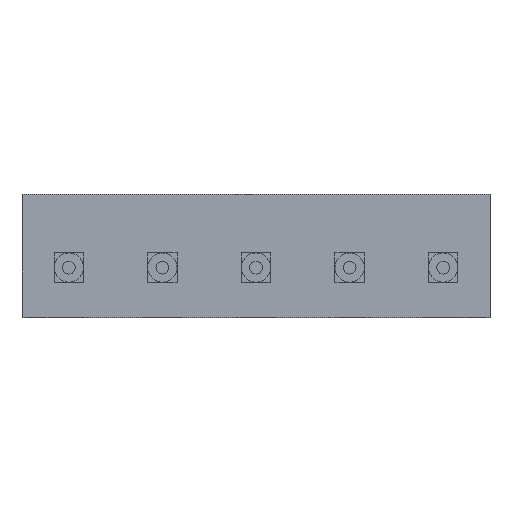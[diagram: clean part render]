
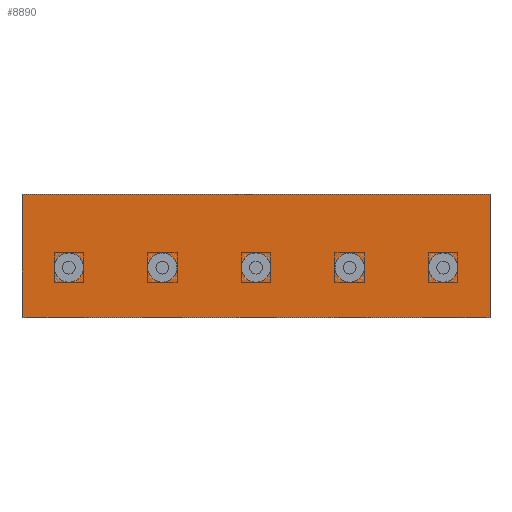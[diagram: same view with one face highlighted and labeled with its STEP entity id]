
A CAD part, top view. The second image highlights one B-rep face of the part: STEP entity #8890.
In plain terms, the highlighted planar face has unit normal (0, 0, 1).
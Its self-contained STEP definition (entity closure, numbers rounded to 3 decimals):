
#5=DIRECTION('',(1.,0.,0.));
#6=VECTOR('',#5,400.);
#7=CARTESIAN_POINT('',(-200.,-52.5,52.5));
#8=LINE('',#7,#6);
#1149=DIRECTION('',(0.,1.,0.));
#1150=VECTOR('',#1149,105.);
#1151=CARTESIAN_POINT('',(200.,-52.5,52.5));
#1152=LINE('',#1151,#1150);
#1341=DIRECTION('',(0.,1.,0.));
#1342=VECTOR('',#1341,105.);
#1343=CARTESIAN_POINT('',(-200.,-52.5,52.5));
#1344=LINE('',#1343,#1342);
#1345=CARTESIAN_POINT('',(-160.,-10.,52.5));
#1346=DIRECTION('',(0.,0.,1.));
#1347=DIRECTION('',(-1.,0.,0.));
#1348=AXIS2_PLACEMENT_3D('',#1345,#1346,#1347);
#1350=CARTESIAN_POINT('',(-160.,-10.,52.5));
#1351=DIRECTION('',(0.,0.,1.));
#1352=DIRECTION('',(1.,0.,0.));
#1353=AXIS2_PLACEMENT_3D('',#1350,#1351,#1352);
#1355=CARTESIAN_POINT('',(160.,-10.,52.5));
#1356=DIRECTION('',(0.,0.,1.));
#1357=DIRECTION('',(-1.,0.,0.));
#1358=AXIS2_PLACEMENT_3D('',#1355,#1356,#1357);
#1360=CARTESIAN_POINT('',(160.,-10.,52.5));
#1361=DIRECTION('',(0.,0.,1.));
#1362=DIRECTION('',(1.,0.,0.));
#1363=AXIS2_PLACEMENT_3D('',#1360,#1361,#1362);
#1365=CARTESIAN_POINT('',(80.,-10.,52.5));
#1366=DIRECTION('',(0.,0.,1.));
#1367=DIRECTION('',(-1.,0.,0.));
#1368=AXIS2_PLACEMENT_3D('',#1365,#1366,#1367);
#1370=CARTESIAN_POINT('',(80.,-10.,52.5));
#1371=DIRECTION('',(0.,0.,1.));
#1372=DIRECTION('',(1.,0.,0.));
#1373=AXIS2_PLACEMENT_3D('',#1370,#1371,#1372);
#1375=CARTESIAN_POINT('',(0.,-10.,52.5));
#1376=DIRECTION('',(0.,0.,1.));
#1377=DIRECTION('',(-1.,0.,0.));
#1378=AXIS2_PLACEMENT_3D('',#1375,#1376,#1377);
#1380=CARTESIAN_POINT('',(0.,-10.,52.5));
#1381=DIRECTION('',(0.,0.,1.));
#1382=DIRECTION('',(1.,0.,0.));
#1383=AXIS2_PLACEMENT_3D('',#1380,#1381,#1382);
#1385=CARTESIAN_POINT('',(-80.,-10.,52.5));
#1386=DIRECTION('',(0.,0.,1.));
#1387=DIRECTION('',(-1.,0.,0.));
#1388=AXIS2_PLACEMENT_3D('',#1385,#1386,#1387);
#1390=CARTESIAN_POINT('',(-80.,-10.,52.5));
#1391=DIRECTION('',(0.,0.,1.));
#1392=DIRECTION('',(1.,0.,0.));
#1393=AXIS2_PLACEMENT_3D('',#1390,#1391,#1392);
#1407=DIRECTION('',(1.,0.,0.));
#1408=VECTOR('',#1407,400.);
#1409=CARTESIAN_POINT('',(-200.,52.5,52.5));
#1410=LINE('',#1409,#1408);
#6138=CARTESIAN_POINT('',(-200.,-52.5,52.5));
#6140=VERTEX_POINT('',#6138);
#6141=CARTESIAN_POINT('',(200.,-52.5,52.5));
#6142=VERTEX_POINT('',#6141);
#6146=CARTESIAN_POINT('',(-200.,52.5,52.5));
#6148=VERTEX_POINT('',#6146);
#6149=CARTESIAN_POINT('',(200.,52.5,52.5));
#6150=VERTEX_POINT('',#6149);
#6309=CARTESIAN_POINT('',(-172.5,-10.,52.5));
#6310=CARTESIAN_POINT('',(-147.5,-10.,52.5));
#6311=VERTEX_POINT('',#6309);
#6312=VERTEX_POINT('',#6310);
#7877=CARTESIAN_POINT('',(147.5,-10.,52.5));
#7878=CARTESIAN_POINT('',(172.5,-10.,52.5));
#7879=VERTEX_POINT('',#7877);
#7880=VERTEX_POINT('',#7878);
#7925=CARTESIAN_POINT('',(67.5,-10.,52.5));
#7926=CARTESIAN_POINT('',(92.5,-10.,52.5));
#7927=VERTEX_POINT('',#7925);
#7928=VERTEX_POINT('',#7926);
#7973=CARTESIAN_POINT('',(-12.5,-10.,52.5));
#7974=CARTESIAN_POINT('',(12.5,-10.,52.5));
#7975=VERTEX_POINT('',#7973);
#7976=VERTEX_POINT('',#7974);
#8021=CARTESIAN_POINT('',(-92.5,-10.,52.5));
#8022=CARTESIAN_POINT('',(-67.5,-10.,52.5));
#8023=VERTEX_POINT('',#8021);
#8024=VERTEX_POINT('',#8022);
#8848=CARTESIAN_POINT('',(-200.,-52.5,52.5));
#8849=DIRECTION('',(0.,0.,1.));
#8850=DIRECTION('',(1.,0.,0.));
#8851=AXIS2_PLACEMENT_3D('',#8848,#8849,#8850);
#8852=PLANE('',#8851);
#8853=ORIENTED_EDGE('',*,*,#8032,.F.);
#8854=ORIENTED_EDGE('',*,*,#8263,.T.);
#8856=ORIENTED_EDGE('',*,*,#8855,.T.);
#8857=ORIENTED_EDGE('',*,*,#8728,.F.);
#8858=EDGE_LOOP('',(#8853,#8854,#8856,#8857));
#8859=FACE_OUTER_BOUND('',#8858,.F.);
#8861=ORIENTED_EDGE('',*,*,#8860,.T.);
#8863=ORIENTED_EDGE('',*,*,#8862,.T.);
#8864=EDGE_LOOP('',(#8861,#8863));
#8865=FACE_BOUND('',#8864,.F.);
#8867=ORIENTED_EDGE('',*,*,#8866,.T.);
#8869=ORIENTED_EDGE('',*,*,#8868,.T.);
#8870=EDGE_LOOP('',(#8867,#8869));
#8871=FACE_BOUND('',#8870,.F.);
#8873=ORIENTED_EDGE('',*,*,#8872,.T.);
#8875=ORIENTED_EDGE('',*,*,#8874,.T.);
#8876=EDGE_LOOP('',(#8873,#8875));
#8877=FACE_BOUND('',#8876,.F.);
#8879=ORIENTED_EDGE('',*,*,#8878,.T.);
#8881=ORIENTED_EDGE('',*,*,#8880,.T.);
#8882=EDGE_LOOP('',(#8879,#8881));
#8883=FACE_BOUND('',#8882,.F.);
#8885=ORIENTED_EDGE('',*,*,#8884,.T.);
#8887=ORIENTED_EDGE('',*,*,#8886,.T.);
#8888=EDGE_LOOP('',(#8885,#8887));
#8889=FACE_BOUND('',#8888,.F.);
#8890=ADVANCED_FACE('',(#8859,#8865,#8871,#8877,#8883,#8889),#8852,.T.);
#1349=CIRCLE('',#1348,12.5);
#1354=CIRCLE('',#1353,12.5);
#1359=CIRCLE('',#1358,12.5);
#1364=CIRCLE('',#1363,12.5);
#1369=CIRCLE('',#1368,12.5);
#1374=CIRCLE('',#1373,12.5);
#1379=CIRCLE('',#1378,12.5);
#1384=CIRCLE('',#1383,12.5);
#1389=CIRCLE('',#1388,12.5);
#1394=CIRCLE('',#1393,12.5);
#8032=EDGE_CURVE('',#6140,#6142,#8,.T.);
#8263=EDGE_CURVE('',#6140,#6148,#1344,.T.);
#8728=EDGE_CURVE('',#6142,#6150,#1152,.T.);
#8855=EDGE_CURVE('',#6148,#6150,#1410,.T.);
#8860=EDGE_CURVE('',#6311,#6312,#1349,.T.);
#8862=EDGE_CURVE('',#6312,#6311,#1354,.T.);
#8866=EDGE_CURVE('',#7879,#7880,#1359,.T.);
#8868=EDGE_CURVE('',#7880,#7879,#1364,.T.);
#8872=EDGE_CURVE('',#7927,#7928,#1369,.T.);
#8874=EDGE_CURVE('',#7928,#7927,#1374,.T.);
#8878=EDGE_CURVE('',#7975,#7976,#1379,.T.);
#8880=EDGE_CURVE('',#7976,#7975,#1384,.T.);
#8884=EDGE_CURVE('',#8023,#8024,#1389,.T.);
#8886=EDGE_CURVE('',#8024,#8023,#1394,.T.);
